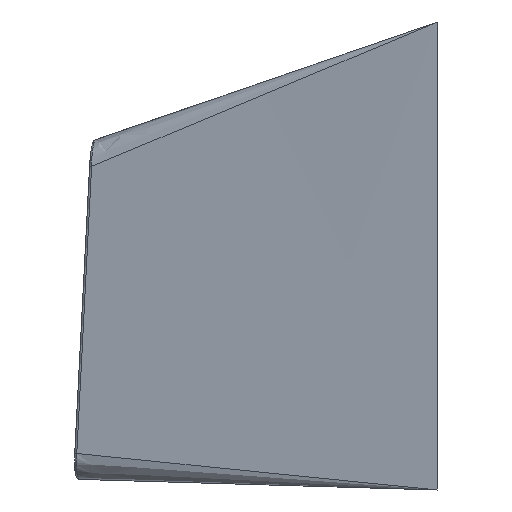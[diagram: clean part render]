
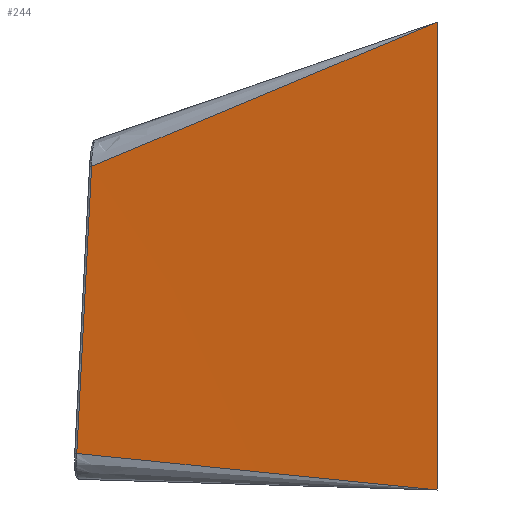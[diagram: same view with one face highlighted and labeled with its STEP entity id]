
A CAD part, left-side view. The second image highlights one B-rep face of the part: STEP entity #244.
In plain terms, the highlighted free-form (B-spline) face has degree [3, 1] with [6, 2] control points.
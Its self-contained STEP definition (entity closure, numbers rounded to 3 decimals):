
#31 = CARTESIAN_POINT ( 'NONE',  ( 0., 0., 18. ) ) ;
#63 = B_SPLINE_CURVE_WITH_KNOTS ( 'NONE', 3,
 ( #583, #1552, #1027, #881, #1560, #738, #442, #722, #292, #1688, #575, #727, #886 ),
 .UNSPECIFIED., .F., .F.,
 ( 4, 3, 3, 3, 4 ),
 ( 0., 0.004, 0.007, 0.008, 0.011 ),
 .UNSPECIFIED. ) ;
#77 = CARTESIAN_POINT ( 'NONE',  ( 1.519, 8.02, 0.81 ) ) ;
#100 = B_SPLINE_SURFACE_WITH_KNOTS ( 'NONE', 3, 1, ( 
 ( #604, #1746 ),
 ( #1073, #752 ),
 ( #1209, #1044 ),
 ( #911, #1580 ),
 ( #1316, #758 ),
 ( #1197, #1726 ) ),
 .UNSPECIFIED., .F., .F., .F.,
 ( 4, 2, 4 ),
 ( 2, 2 ),
 ( 0., 0.5, 1. ),
 ( 0., 1. ),
 .UNSPECIFIED. ) ;
#117 = EDGE_CURVE ( 'NONE', #1613, #167, #63, .T. ) ;
#150 = CARTESIAN_POINT ( 'NONE',  ( 1.726, 8.712, 14.36 ) ) ;
#167 = VERTEX_POINT ( 'NONE', #1426 ) ;
#230 = EDGE_CURVE ( 'NONE', #1509, #1613, #1722, .T. ) ;
#244 = ADVANCED_FACE ( 'NONE', ( #1484 ), #100, .T. ) ;
#245 = CARTESIAN_POINT ( 'NONE',  ( 1.319, 6.969, 0.703 ) ) ;
#256 = CARTESIAN_POINT ( 'NONE',  ( 1.338, 7.065, 0.713 ) ) ;
#259 = CARTESIAN_POINT ( 'NONE',  ( 1.344, 6.782, 15.165 ) ) ;
#270 = CARTESIAN_POINT ( 'NONE',  ( 1.42, 7.167, 15.005 ) ) ;
#272 = VERTEX_POINT ( 'NONE', #720 ) ;
#281 = CARTESIAN_POINT ( 'NONE',  ( 1.331, 6.716, 15.193 ) ) ;
#292 = CARTESIAN_POINT ( 'NONE',  ( 2.632, 13.694, 4.858 ) ) ;
#303 = ORIENTED_EDGE ( 'NONE', *, *, #1667, .F. ) ;
#328 = ORIENTED_EDGE ( 'NONE', *, *, #230, .T. ) ;
#330 = EDGE_LOOP ( 'NONE', ( #328, #473, #1070, #303 ) ) ;
#403 = CARTESIAN_POINT ( 'NONE',  ( 1.326, 7.006, 0.707 ) ) ;
#437 = CARTESIAN_POINT ( 'NONE',  ( 2.223, 11.228, 13.311 ) ) ;
#442 = CARTESIAN_POINT ( 'NONE',  ( 2.632, 13.68, 5.133 ) ) ;
#460 = CARTESIAN_POINT ( 'NONE',  ( 1.778, 9.386, 0.948 ) ) ;
#473 = ORIENTED_EDGE ( 'NONE', *, *, #117, .T. ) ;
#474 = CARTESIAN_POINT ( 'NONE',  ( 2.632, 13.873, 1.405 ) ) ;
#486 = CARTESIAN_POINT ( 'NONE',  ( 2.431, 12.82, 1.298 ) ) ;
#560 = LINE ( 'NONE', #31, #861 ) ;
#575 = CARTESIAN_POINT ( 'NONE',  ( 2.632, 13.759, 3.615 ) ) ;
#581 = CARTESIAN_POINT ( 'NONE',  ( 1.523, 7.687, 14.788 ) ) ;
#583 = CARTESIAN_POINT ( 'NONE',  ( 2.631, 13.303, 12.447 ) ) ;
#584 = CARTESIAN_POINT ( 'NONE',  ( 1.894, 9.563, 14.005 ) ) ;
#604 = CARTESIAN_POINT ( 'NONE',  ( 0., 0., 0. ) ) ;
#695 = CARTESIAN_POINT ( 'NONE',  ( 0., 0., 0. ) ) ;
#697 = CARTESIAN_POINT ( 'NONE',  ( 0.473, 2.38, 17.004 ) ) ;
#720 = CARTESIAN_POINT ( 'NONE',  ( 0., 0., 0. ) ) ;
#722 = CARTESIAN_POINT ( 'NONE',  ( 2.632, 13.687, 4.996 ) ) ;
#727 = CARTESIAN_POINT ( 'NONE',  ( 2.632, 13.816, 2.51 ) ) ;
#738 = CARTESIAN_POINT ( 'NONE',  ( 2.632, 13.616, 6.376 ) ) ;
#752 = CARTESIAN_POINT ( 'NONE',  ( 2.65, 13.907, 2.581 ) ) ;
#758 = CARTESIAN_POINT ( 'NONE',  ( 2.65, 13.459, 11.24 ) ) ;
#818 = EDGE_CURVE ( 'NONE', #167, #272, #1068, .T. ) ;
#844 = CARTESIAN_POINT ( 'NONE',  ( 1.321, 6.976, 0.704 ) ) ;
#861 = VECTOR ( 'NONE', #1416, 1000. ) ;
#862 = CARTESIAN_POINT ( 'NONE',  ( 1.325, 6.682, 15.207 ) ) ;
#880 = CARTESIAN_POINT ( 'NONE',  ( 2.631, 13.303, 12.447 ) ) ;
#881 = CARTESIAN_POINT ( 'NONE',  ( 2.631, 13.488, 8.861 ) ) ;
#886 = CARTESIAN_POINT ( 'NONE',  ( 2.632, 13.873, 1.405 ) ) ;
#891 = CARTESIAN_POINT ( 'NONE',  ( 2.432, 12.29, 12.868 ) ) ;
#911 = CARTESIAN_POINT ( 'NONE',  ( 0., 0., 12. ) ) ;
#1027 = CARTESIAN_POINT ( 'NONE',  ( 2.631, 13.426, 10.056 ) ) ;
#1044 = CARTESIAN_POINT ( 'NONE',  ( 2.65, 13.795, 4.746 ) ) ;
#1046 = CARTESIAN_POINT ( 'NONE',  ( 1.891, 9.978, 1.008 ) ) ;
#1066 = CARTESIAN_POINT ( 'NONE',  ( 2.221, 11.715, 1.185 ) ) ;
#1068 = B_SPLINE_CURVE_WITH_KNOTS ( 'NONE', 3,
 ( #474, #486, #1066, #1046, #460, #1445, #77, #1433, #1377, #256, #403, #844, #245, #1528, #1673, #1515, #695 ),
 .UNSPECIFIED., .F., .F.,
 ( 4, 2, 2, 1, 1, 1, 1, 2, 2, 1, 4 ),
 ( 0.008, 0.256, 0.38, 0.442, 0.473, 0.488, 0.496, 0.5, 0.502, 0.504, 1. ),
 .UNSPECIFIED. ) ;
#1070 = ORIENTED_EDGE ( 'NONE', *, *, #818, .T. ) ;
#1073 = CARTESIAN_POINT ( 'NONE',  ( 0., 0., 3. ) ) ;
#1132 = CARTESIAN_POINT ( 'NONE',  ( 1.329, 6.706, 15.197 ) ) ;
#1145 = CARTESIAN_POINT ( 'NONE',  ( 1.369, 6.905, 15.114 ) ) ;
#1154 = CARTESIAN_POINT ( 'NONE',  ( 0.912, 4.597, 16.078 ) ) ;
#1197 = CARTESIAN_POINT ( 'NONE',  ( 0., 0., 18. ) ) ;
#1209 = CARTESIAN_POINT ( 'NONE',  ( 0., 0., 6. ) ) ;
#1316 = CARTESIAN_POINT ( 'NONE',  ( 0., 0., 15. ) ) ;
#1377 = CARTESIAN_POINT ( 'NONE',  ( 1.364, 7.202, 0.727 ) ) ;
#1416 = DIRECTION ( 'NONE',  ( 0., 0., -1. ) ) ;
#1426 = CARTESIAN_POINT ( 'NONE',  ( 2.632, 13.873, 1.405 ) ) ;
#1433 = CARTESIAN_POINT ( 'NONE',  ( 1.416, 7.477, 0.755 ) ) ;
#1445 = CARTESIAN_POINT ( 'NONE',  ( 1.606, 8.479, 0.856 ) ) ;
#1484 = FACE_OUTER_BOUND ( 'NONE', #330, .T. ) ;
#1509 = VERTEX_POINT ( 'NONE', #1804 ) ;
#1515 = CARTESIAN_POINT ( 'NONE',  ( 0.471, 2.491, 0.251 ) ) ;
#1528 = CARTESIAN_POINT ( 'NONE',  ( 1.316, 6.953, 0.702 ) ) ;
#1552 = CARTESIAN_POINT ( 'NONE',  ( 2.631, 13.365, 11.252 ) ) ;
#1560 = CARTESIAN_POINT ( 'NONE',  ( 2.631, 13.552, 7.618 ) ) ;
#1580 = CARTESIAN_POINT ( 'NONE',  ( 2.65, 13.571, 9.075 ) ) ;
#1613 = VERTEX_POINT ( 'NONE', #880 ) ;
#1667 = EDGE_CURVE ( 'NONE', #1509, #272, #560, .T. ) ;
#1673 = CARTESIAN_POINT ( 'NONE',  ( 0.91, 4.812, 0.485 ) ) ;
#1676 = CARTESIAN_POINT ( 'NONE',  ( 1.321, 6.666, 15.214 ) ) ;
#1688 = CARTESIAN_POINT ( 'NONE',  ( 2.632, 13.702, 4.72 ) ) ;
#1722 = B_SPLINE_CURVE_WITH_KNOTS ( 'NONE', 3,
 ( #1807, #697, #1154, #1676, #862, #1132, #281, #1813, #259, #1145, #270, #581, #150, #584, #437, #891, #1732 ),
 .UNSPECIFIED., .F., .F.,
 ( 4, 2, 2, 2, 1, 1, 1, 1, 1, 2, 4 ),
 ( 0., 0.496, 0.5, 0.502, 0.504, 0.512, 0.527, 0.558, 0.62, 0.744, 0.992 ),
 .UNSPECIFIED. ) ;
#1726 = CARTESIAN_POINT ( 'NONE',  ( 2.65, 13.347, 13.404 ) ) ;
#1732 = CARTESIAN_POINT ( 'NONE',  ( 2.631, 13.303, 12.447 ) ) ;
#1746 = CARTESIAN_POINT ( 'NONE',  ( 2.65, 14.02, 0.416 ) ) ;
#1804 = CARTESIAN_POINT ( 'NONE',  ( 0., 0., 18. ) ) ;
#1807 = CARTESIAN_POINT ( 'NONE',  ( 0., 0., 18. ) ) ;
#1813 = CARTESIAN_POINT ( 'NONE',  ( 1.335, 6.735, 15.185 ) ) ;
